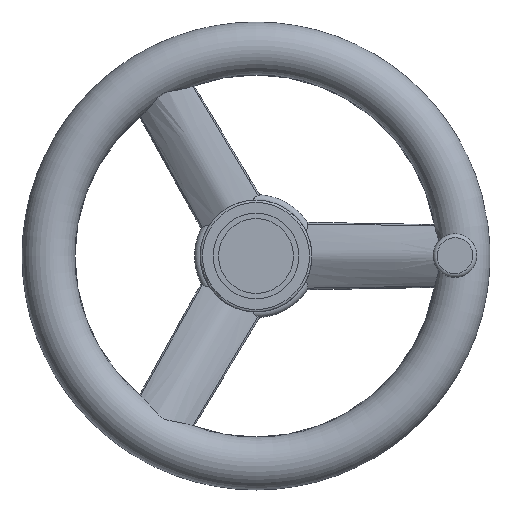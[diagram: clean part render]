
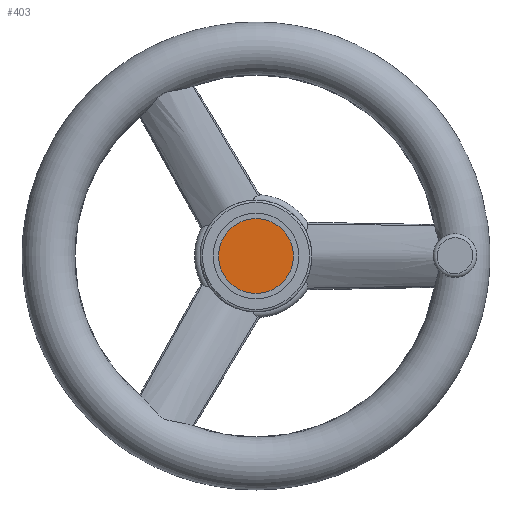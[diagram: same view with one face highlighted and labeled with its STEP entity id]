
A CAD part, top view. The second image highlights one B-rep face of the part: STEP entity #403.
In plain terms, the highlighted planar face has unit normal (0, 0, 1).
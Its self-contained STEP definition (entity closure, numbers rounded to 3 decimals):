
#403 = ADVANCED_FACE( '', ( #905 ), #906, .F. );
#905 = FACE_OUTER_BOUND( '', #2000, .T. );
#906 = PLANE( '', #2001 );
#2000 = EDGE_LOOP( '', ( #3179 ) );
#2001 = AXIS2_PLACEMENT_3D( '', #3180, #3181, #3182 );
#3179 = ORIENTED_EDGE( '', *, *, #4028, .T. );
#3180 = CARTESIAN_POINT( '', ( 0., 24., 35.2 ) );
#3181 = DIRECTION( '', ( 0., 0., -1. ) );
#3182 = DIRECTION( '', ( -1., 0., 0. ) );
#4028 = EDGE_CURVE( '', #4747, #4747, #4748, .T. );
#4747 = VERTEX_POINT( '', #6907 );
#4748 = CIRCLE( '', #6908, 24. );
#6907 = CARTESIAN_POINT( '', ( 24., 0., 35.2 ) );
#6908 = AXIS2_PLACEMENT_3D( '', #7992, #7993, #7994 );
#7992 = CARTESIAN_POINT( '', ( 0., 0., 35.2 ) );
#7993 = DIRECTION( '', ( 0., 0., 1. ) );
#7994 = DIRECTION( '', ( 1., 0., 0. ) );
